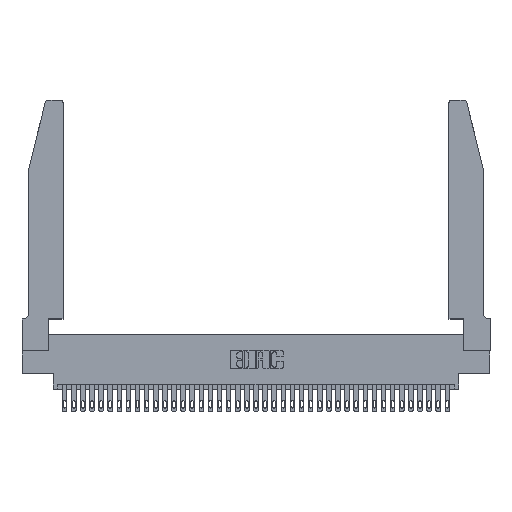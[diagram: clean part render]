
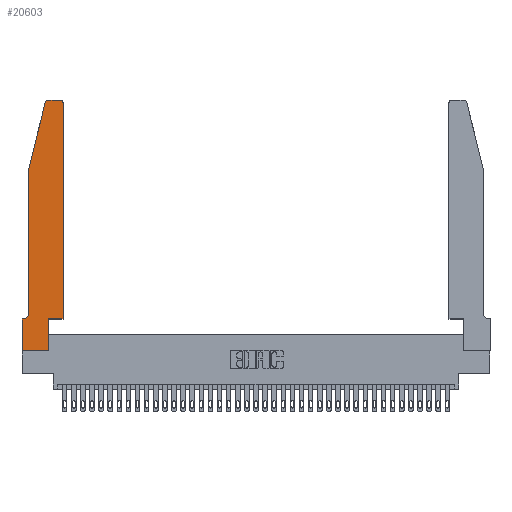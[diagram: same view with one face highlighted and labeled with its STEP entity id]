
A CAD part, top view. The second image highlights one B-rep face of the part: STEP entity #20603.
In plain terms, the highlighted planar face has unit normal (0, 0, 1).
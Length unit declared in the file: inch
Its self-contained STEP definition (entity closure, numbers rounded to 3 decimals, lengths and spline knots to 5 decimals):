
#220 = EDGE_CURVE ( 'NONE', #37254, #16760, #9020, .T. ) ;
#321 = DIRECTION ( 'NONE',  ( -1., 0., 0. ) ) ;
#737 = VECTOR ( 'NONE', #25324, 39.37008 ) ;
#957 = CARTESIAN_POINT ( 'NONE',  ( 0., 0.35, 0.37 ) ) ;
#1370 = VECTOR ( 'NONE', #25571, 39.37008 ) ;
#1847 = CARTESIAN_POINT ( 'NONE',  ( 0.2865, 0., 0.37 ) ) ;
#1961 = LINE ( 'NONE', #22332, #26565 ) ;
#2026 = DIRECTION ( 'NONE',  ( 1., 0., 0. ) ) ;
#3412 = VERTEX_POINT ( 'NONE', #17303 ) ;
#4060 = DIRECTION ( 'NONE',  ( -0.239, -0.971, 0. ) ) ;
#4982 = CIRCLE ( 'NONE', #28888, 0.07 ) ;
#5083 = CARTESIAN_POINT ( 'NONE',  ( 0.4505, 2.72, 0.37 ) ) ;
#5128 = EDGE_CURVE ( 'NONE', #23331, #20059, #12335, .T. ) ;
#5483 = LINE ( 'NONE', #26915, #17485 ) ;
#5523 = DIRECTION ( 'NONE',  ( 1., 0., 0. ) ) ;
#5723 = DIRECTION ( 'NONE',  ( 1., 0., 0. ) ) ;
#6121 = DIRECTION ( 'NONE',  ( 1., 0., 0. ) ) ;
#6303 = CARTESIAN_POINT ( 'NONE',  ( 0.25487, 2.72718, 0.37 ) ) ;
#6828 = CARTESIAN_POINT ( 'NONE',  ( 0.2865, 0.35, 0.37 ) ) ;
#7831 = EDGE_CURVE ( 'NONE', #25875, #17736, #33379, .T. ) ;
#8302 = EDGE_CURVE ( 'NONE', #15932, #17668, #4982, .T. ) ;
#8312 = EDGE_CURVE ( 'NONE', #20059, #15680, #33836, .T. ) ;
#8329 = CARTESIAN_POINT ( 'NONE',  ( 0.4505, 0.35, 0.37 ) ) ;
#9020 = CIRCLE ( 'NONE', #22012, 0.03 ) ;
#9448 = ORIENTED_EDGE ( 'NONE', *, *, #220, .T. ) ;
#9616 = VERTEX_POINT ( 'NONE', #18175 ) ;
#10045 = CARTESIAN_POINT ( 'NONE',  ( 0., 0., 0.37 ) ) ;
#11175 = DIRECTION ( 'NONE',  ( 0., 0., 1. ) ) ;
#11480 = EDGE_LOOP ( 'NONE', ( #31194, #9448, #17439, #23249, #23847, #23029, #38165, #25900, #35198, #17713, #14988, #15852 ) ) ;
#11811 = CARTESIAN_POINT ( 'NONE',  ( 0.284, 2.72, 0.37 ) ) ;
#11850 = VECTOR ( 'NONE', #4060, 39.37008 ) ;
#12335 = LINE ( 'NONE', #10045, #737 ) ;
#12986 = PLANE ( 'NONE',  #13279 ) ;
#13110 = VECTOR ( 'NONE', #6121, 39.37008 ) ;
#13279 = AXIS2_PLACEMENT_3D ( 'NONE', #957, #36232, #15944 ) ;
#14988 = ORIENTED_EDGE ( 'NONE', *, *, #20903, .T. ) ;
#15067 = CARTESIAN_POINT ( 'NONE',  ( 0., 0.35, 0.37 ) ) ;
#15680 = VERTEX_POINT ( 'NONE', #1847 ) ;
#15852 = ORIENTED_EDGE ( 'NONE', *, *, #7831, .T. ) ;
#15932 = VERTEX_POINT ( 'NONE', #23374 ) ;
#15944 = DIRECTION ( 'NONE',  ( 1., 0., 0. ) ) ;
#16211 = DIRECTION ( 'NONE',  ( -1., 0., 0. ) ) ;
#16760 = VERTEX_POINT ( 'NONE', #6303 ) ;
#17303 = CARTESIAN_POINT ( 'NONE',  ( 0.0755, 2., 0.37 ) ) ;
#17439 = ORIENTED_EDGE ( 'NONE', *, *, #18391, .T. ) ;
#17485 = VECTOR ( 'NONE', #321, 39.37008 ) ;
#17668 = VERTEX_POINT ( 'NONE', #32347 ) ;
#17713 = ORIENTED_EDGE ( 'NONE', *, *, #28375, .T. ) ;
#17736 = VERTEX_POINT ( 'NONE', #34967 ) ;
#18175 = CARTESIAN_POINT ( 'NONE',  ( 0.4505, 0.35, 0.37 ) ) ;
#18391 = EDGE_CURVE ( 'NONE', #16760, #3412, #19735, .T. ) ;
#18843 = CARTESIAN_POINT ( 'NONE',  ( 0.4205, 2.72, 0.37 ) ) ;
#19082 = LINE ( 'NONE', #8329, #35834 ) ;
#19162 = AXIS2_PLACEMENT_3D ( 'NONE', #18843, #11175, #5723 ) ;
#19597 = CARTESIAN_POINT ( 'NONE',  ( 0.2865, 0.35, 0.37 ) ) ;
#19735 = LINE ( 'NONE', #30736, #11850 ) ;
#20059 = VERTEX_POINT ( 'NONE', #22107 ) ;
#20603 = ADVANCED_FACE ( 'NONE', ( #24674 ), #12986, .T. ) ;
#20903 = EDGE_CURVE ( 'NONE', #9616, #25875, #19082, .T. ) ;
#22012 = AXIS2_PLACEMENT_3D ( 'NONE', #11811, #35580, #5523 ) ;
#22107 = CARTESIAN_POINT ( 'NONE',  ( 0., 0., 0.37 ) ) ;
#22332 = CARTESIAN_POINT ( 'NONE',  ( 0.0755, 0.35, 0.37 ) ) ;
#23029 = ORIENTED_EDGE ( 'NONE', *, *, #36013, .T. ) ;
#23120 = EDGE_CURVE ( 'NONE', #15680, #24759, #23175, .T. ) ;
#23175 = LINE ( 'NONE', #19597, #1370 ) ;
#23249 = ORIENTED_EDGE ( 'NONE', *, *, #34645, .T. ) ;
#23331 = VERTEX_POINT ( 'NONE', #15067 ) ;
#23374 = CARTESIAN_POINT ( 'NONE',  ( 0.0755, 0.42, 0.37 ) ) ;
#23847 = ORIENTED_EDGE ( 'NONE', *, *, #8302, .T. ) ;
#24674 = FACE_OUTER_BOUND ( 'NONE', #11480, .T. ) ;
#24759 = VERTEX_POINT ( 'NONE', #6828 ) ;
#25227 = DIRECTION ( 'NONE',  ( 0., 0., -1. ) ) ;
#25324 = DIRECTION ( 'NONE',  ( 0., -1., 0. ) ) ;
#25571 = DIRECTION ( 'NONE',  ( 0., 1., 0. ) ) ;
#25801 = DIRECTION ( 'NONE',  ( 0., 1., 0. ) ) ;
#25875 = VERTEX_POINT ( 'NONE', #5083 ) ;
#25883 = CARTESIAN_POINT ( 'NONE',  ( 0.284, 2.75, 0.37 ) ) ;
#25900 = ORIENTED_EDGE ( 'NONE', *, *, #8312, .T. ) ;
#26565 = VECTOR ( 'NONE', #16211, 39.37008 ) ;
#26713 = CARTESIAN_POINT ( 'NONE',  ( 0.4505, 0.35, 0.37 ) ) ;
#26915 = CARTESIAN_POINT ( 'NONE',  ( 0.2605, 2.75, 0.37 ) ) ;
#27756 = VECTOR ( 'NONE', #2026, 39.37008 ) ;
#27979 = LINE ( 'NONE', #33437, #34981 ) ;
#28375 = EDGE_CURVE ( 'NONE', #24759, #9616, #34955, .T. ) ;
#28888 = AXIS2_PLACEMENT_3D ( 'NONE', #30295, #25227, #37848 ) ;
#30295 = CARTESIAN_POINT ( 'NONE',  ( 0.0055, 0.42, 0.37 ) ) ;
#30736 = CARTESIAN_POINT ( 'NONE',  ( 0.0755, 2., 0.37 ) ) ;
#31194 = ORIENTED_EDGE ( 'NONE', *, *, #31965, .T. ) ;
#31965 = EDGE_CURVE ( 'NONE', #17736, #37254, #5483, .T. ) ;
#32347 = CARTESIAN_POINT ( 'NONE',  ( 0.0055, 0.35, 0.37 ) ) ;
#32910 = CARTESIAN_POINT ( 'NONE',  ( 0., 0., 0.37 ) ) ;
#33302 = DIRECTION ( 'NONE',  ( 0., -1., 0. ) ) ;
#33379 = CIRCLE ( 'NONE', #19162, 0.03 ) ;
#33437 = CARTESIAN_POINT ( 'NONE',  ( 0.0755, 2., 0.37 ) ) ;
#33836 = LINE ( 'NONE', #32910, #27756 ) ;
#34645 = EDGE_CURVE ( 'NONE', #3412, #15932, #27979, .T. ) ;
#34955 = LINE ( 'NONE', #26713, #13110 ) ;
#34967 = CARTESIAN_POINT ( 'NONE',  ( 0.4205, 2.75, 0.37 ) ) ;
#34981 = VECTOR ( 'NONE', #33302, 39.37008 ) ;
#35198 = ORIENTED_EDGE ( 'NONE', *, *, #23120, .T. ) ;
#35580 = DIRECTION ( 'NONE',  ( 0., 0., 1. ) ) ;
#35834 = VECTOR ( 'NONE', #25801, 39.37008 ) ;
#36013 = EDGE_CURVE ( 'NONE', #17668, #23331, #1961, .T. ) ;
#36232 = DIRECTION ( 'NONE',  ( 0., 0., 1. ) ) ;
#37254 = VERTEX_POINT ( 'NONE', #25883 ) ;
#37848 = DIRECTION ( 'NONE',  ( -1., 0., 0. ) ) ;
#38165 = ORIENTED_EDGE ( 'NONE', *, *, #5128, .T. ) ;
